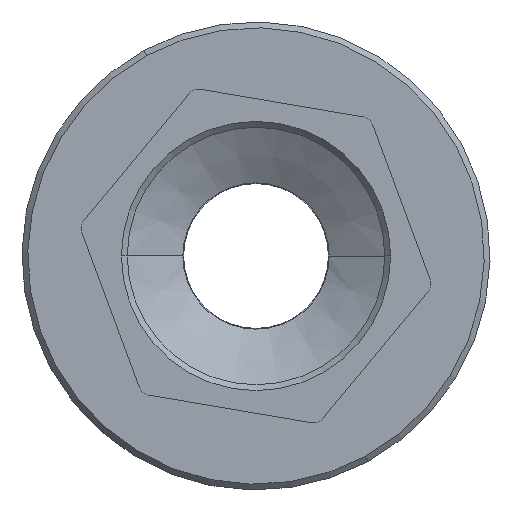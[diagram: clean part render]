
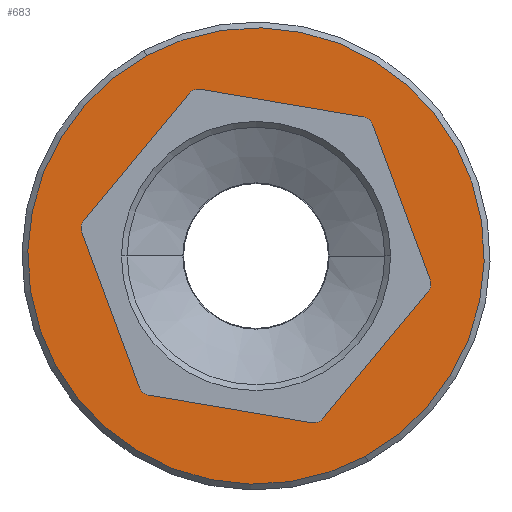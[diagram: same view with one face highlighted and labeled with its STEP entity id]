
A CAD part, left-side view. The second image highlights one B-rep face of the part: STEP entity #683.
In plain terms, the highlighted planar face has unit normal (-1, 0, 0).
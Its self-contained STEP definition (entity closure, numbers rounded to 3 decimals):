
#170=CARTESIAN_POINT('Vertex',(-116.,14.883,2.018)) ;
#173=CARTESIAN_POINT('Line Origine',(-116.,12.421,-4.612)) ;
#177=CARTESIAN_POINT('Vertex',(-116.,9.959,-11.243)) ;
#210=CARTESIAN_POINT('Vertex',(-116.,9.189,-11.88)) ;
#213=CARTESIAN_POINT('Line Origine',(-116.,2.216,-13.063)) ;
#217=CARTESIAN_POINT('Vertex',(-116.,-4.757,-14.246)) ;
#250=CARTESIAN_POINT('Vertex',(-116.,-5.694,-13.898)) ;
#253=CARTESIAN_POINT('Line Origine',(-116.,-10.205,-8.451)) ;
#257=CARTESIAN_POINT('Vertex',(-116.,-14.716,-3.004)) ;
#290=CARTESIAN_POINT('Vertex',(-116.,-14.883,-2.018)) ;
#293=CARTESIAN_POINT('Line Origine',(-116.,-12.421,4.612)) ;
#297=CARTESIAN_POINT('Vertex',(-116.,-9.959,11.243)) ;
#330=CARTESIAN_POINT('Vertex',(-116.,4.757,14.246)) ;
#344=CARTESIAN_POINT('Vertex',(-116.,-9.189,11.88)) ;
#347=CARTESIAN_POINT('Line Origine',(-116.,-2.216,13.063)) ;
#370=CARTESIAN_POINT('Vertex',(-116.,14.716,3.004)) ;
#384=CARTESIAN_POINT('Vertex',(-116.,5.694,13.898)) ;
#387=CARTESIAN_POINT('Line Origine',(-116.,10.205,8.451)) ;
#404=CARTESIAN_POINT('Axis2P3D Location',(-116.,13.946,2.366)) ;
#426=CARTESIAN_POINT('Axis2P3D Location',(-116.,4.924,13.26)) ;
#448=CARTESIAN_POINT('Axis2P3D Location',(-116.,-9.022,10.894)) ;
#470=CARTESIAN_POINT('Axis2P3D Location',(-116.,-13.946,-2.366)) ;
#492=CARTESIAN_POINT('Axis2P3D Location',(-116.,-4.924,-13.26)) ;
#514=CARTESIAN_POINT('Axis2P3D Location',(-116.,9.022,-10.894)) ;
#646=CARTESIAN_POINT('Axis2P3D Location',(-116.,0.,30.064)) ;
#651=CARTESIAN_POINT('Axis2P3D Location',(-116.,0.,0.)) ;
#655=CARTESIAN_POINT('Vertex',(-116.,9.349,17.113)) ;
#657=CARTESIAN_POINT('Vertex',(-116.,-9.349,-17.113)) ;
#660=CARTESIAN_POINT('Axis2P3D Location',(-116.,0.,0.)) ;
#175=VECTOR('Line Direction',#174,1.) ;
#215=VECTOR('Line Direction',#214,1.) ;
#255=VECTOR('Line Direction',#254,1.) ;
#295=VECTOR('Line Direction',#294,1.) ;
#349=VECTOR('Line Direction',#348,1.) ;
#389=VECTOR('Line Direction',#388,1.) ;
#174=DIRECTION('Vector Direction',(0.,-0.348,-0.937)) ;
#214=DIRECTION('Vector Direction',(0.,-0.986,-0.167)) ;
#254=DIRECTION('Vector Direction',(0.,-0.638,0.77)) ;
#294=DIRECTION('Vector Direction',(0.,0.348,0.937)) ;
#348=DIRECTION('Vector Direction',(0.,0.986,0.167)) ;
#388=DIRECTION('Vector Direction',(0.,0.638,-0.77)) ;
#405=DIRECTION('Axis2P3D Direction',(1.,0.,-0.)) ;
#427=DIRECTION('Axis2P3D Direction',(1.,0.,0.)) ;
#449=DIRECTION('Axis2P3D Direction',(1.,0.,0.)) ;
#471=DIRECTION('Axis2P3D Direction',(1.,0.,0.)) ;
#493=DIRECTION('Axis2P3D Direction',(1.,0.,0.)) ;
#515=DIRECTION('Axis2P3D Direction',(1.,0.,0.)) ;
#647=DIRECTION('Axis2P3D Direction',(-1.,0.,0.)) ;
#648=DIRECTION('Axis2P3D XDirection',(0.,1.,0.)) ;
#652=DIRECTION('Axis2P3D Direction',(-1.,0.,0.)) ;
#661=DIRECTION('Axis2P3D Direction',(-1.,0.,0.)) ;
#406=AXIS2_PLACEMENT_3D('Circle Axis2P3D',#404,#405,$) ;
#428=AXIS2_PLACEMENT_3D('Circle Axis2P3D',#426,#427,$) ;
#450=AXIS2_PLACEMENT_3D('Circle Axis2P3D',#448,#449,$) ;
#472=AXIS2_PLACEMENT_3D('Circle Axis2P3D',#470,#471,$) ;
#494=AXIS2_PLACEMENT_3D('Circle Axis2P3D',#492,#493,$) ;
#516=AXIS2_PLACEMENT_3D('Circle Axis2P3D',#514,#515,$) ;
#649=AXIS2_PLACEMENT_3D('Plane Axis2P3D',#646,#647,#648) ;
#653=AXIS2_PLACEMENT_3D('Circle Axis2P3D',#651,#652,$) ;
#662=AXIS2_PLACEMENT_3D('Circle Axis2P3D',#660,#661,$) ;
#176=LINE('Line',#173,#175) ;
#216=LINE('Line',#213,#215) ;
#256=LINE('Line',#253,#255) ;
#296=LINE('Line',#293,#295) ;
#350=LINE('Line',#347,#349) ;
#390=LINE('Line',#387,#389) ;
#407=CIRCLE('generated circle',#406,1.) ;
#429=CIRCLE('generated circle',#428,1.) ;
#451=CIRCLE('generated circle',#450,1.) ;
#473=CIRCLE('generated circle',#472,1.) ;
#495=CIRCLE('generated circle',#494,1.) ;
#517=CIRCLE('generated circle',#516,1.) ;
#654=CIRCLE('generated circle',#653,19.5) ;
#663=CIRCLE('generated circle',#662,19.5) ;
#650=PLANE('',#649) ;
#682=FACE_BOUND('',#669,.T.) ;
#179=EDGE_CURVE('',#171,#178,#176,.T.) ;
#219=EDGE_CURVE('',#211,#218,#216,.T.) ;
#259=EDGE_CURVE('',#251,#258,#256,.T.) ;
#299=EDGE_CURVE('',#291,#298,#296,.T.) ;
#351=EDGE_CURVE('',#345,#331,#350,.T.) ;
#391=EDGE_CURVE('',#385,#371,#390,.T.) ;
#408=EDGE_CURVE('',#371,#171,#407,.F.) ;
#430=EDGE_CURVE('',#331,#385,#429,.F.) ;
#452=EDGE_CURVE('',#298,#345,#451,.F.) ;
#474=EDGE_CURVE('',#258,#291,#473,.F.) ;
#496=EDGE_CURVE('',#218,#251,#495,.F.) ;
#518=EDGE_CURVE('',#178,#211,#517,.F.) ;
#659=EDGE_CURVE('',#656,#658,#654,.T.) ;
#664=EDGE_CURVE('',#658,#656,#663,.T.) ;
#666=ORIENTED_EDGE('',*,*,#659,.T.) ;
#667=ORIENTED_EDGE('',*,*,#664,.T.) ;
#670=ORIENTED_EDGE('',*,*,#408,.F.) ;
#671=ORIENTED_EDGE('',*,*,#391,.F.) ;
#672=ORIENTED_EDGE('',*,*,#430,.F.) ;
#673=ORIENTED_EDGE('',*,*,#351,.F.) ;
#674=ORIENTED_EDGE('',*,*,#452,.F.) ;
#675=ORIENTED_EDGE('',*,*,#299,.F.) ;
#676=ORIENTED_EDGE('',*,*,#474,.F.) ;
#677=ORIENTED_EDGE('',*,*,#259,.F.) ;
#678=ORIENTED_EDGE('',*,*,#496,.F.) ;
#679=ORIENTED_EDGE('',*,*,#219,.F.) ;
#680=ORIENTED_EDGE('',*,*,#518,.F.) ;
#681=ORIENTED_EDGE('',*,*,#179,.F.) ;
#665=EDGE_LOOP('',(#666,#667)) ;
#669=EDGE_LOOP('',(#670,#671,#672,#673,#674,#675,#676,#677,#678,#679,#680,#681)) ;
#171=VERTEX_POINT('',#170) ;
#178=VERTEX_POINT('',#177) ;
#211=VERTEX_POINT('',#210) ;
#218=VERTEX_POINT('',#217) ;
#251=VERTEX_POINT('',#250) ;
#258=VERTEX_POINT('',#257) ;
#291=VERTEX_POINT('',#290) ;
#298=VERTEX_POINT('',#297) ;
#331=VERTEX_POINT('',#330) ;
#345=VERTEX_POINT('',#344) ;
#371=VERTEX_POINT('',#370) ;
#385=VERTEX_POINT('',#384) ;
#656=VERTEX_POINT('',#655) ;
#658=VERTEX_POINT('',#657) ;
#683=ADVANCED_FACE('PartBody',(#668,#682),#650,.T.) ;
#668=FACE_OUTER_BOUND('',#665,.T.) ;
